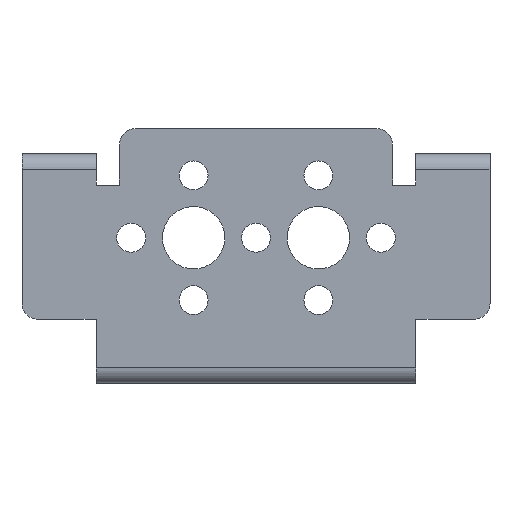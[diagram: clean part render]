
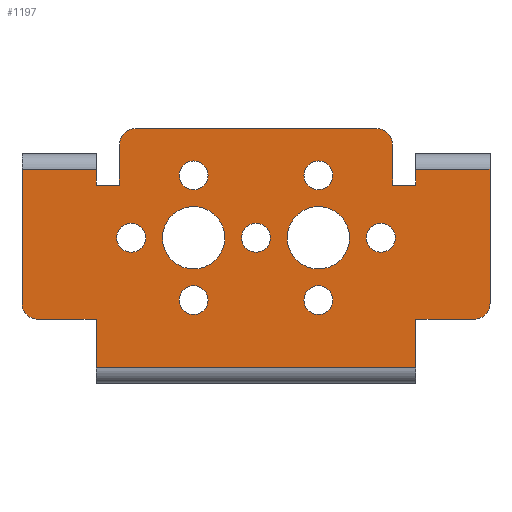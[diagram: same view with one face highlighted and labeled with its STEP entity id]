
A CAD part, front view. The second image highlights one B-rep face of the part: STEP entity #1197.
In plain terms, the highlighted planar face has unit normal (0, -1, 0).
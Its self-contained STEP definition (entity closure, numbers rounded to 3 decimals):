
#45=FACE_BOUND('',#158,.T.);
#46=FACE_BOUND('',#159,.T.);
#47=FACE_BOUND('',#160,.T.);
#48=FACE_BOUND('',#161,.T.);
#49=FACE_BOUND('',#162,.T.);
#50=FACE_BOUND('',#163,.T.);
#51=FACE_BOUND('',#164,.T.);
#52=FACE_BOUND('',#165,.T.);
#53=FACE_BOUND('',#166,.T.);
#90=FACE_OUTER_BOUND('',#157,.T.);
#157=EDGE_LOOP('',(#781,#782,#783,#784,#785,#786,#787,#788,#789,#790,#791,
#792,#793,#794,#795,#796,#797,#798,#799,#800));
#158=EDGE_LOOP('',(#801));
#159=EDGE_LOOP('',(#802));
#160=EDGE_LOOP('',(#803));
#161=EDGE_LOOP('',(#804));
#162=EDGE_LOOP('',(#805));
#163=EDGE_LOOP('',(#806));
#164=EDGE_LOOP('',(#807));
#165=EDGE_LOOP('',(#808));
#166=EDGE_LOOP('',(#809));
#269=LINE('',#1755,#363);
#270=LINE('',#1757,#364);
#271=LINE('',#1759,#365);
#272=LINE('',#1761,#366);
#273=LINE('',#1763,#367);
#274=LINE('',#1767,#368);
#275=LINE('',#1769,#369);
#276=LINE('',#1771,#370);
#277=LINE('',#1773,#371);
#278=LINE('',#1775,#372);
#279=LINE('',#1779,#373);
#280=LINE('',#1783,#374);
#281=LINE('',#1785,#375);
#282=LINE('',#1787,#376);
#283=LINE('',#1789,#377);
#284=LINE('',#1790,#378);
#363=VECTOR('',#1401,7.5);
#364=VECTOR('',#1402,6.23);
#365=VECTOR('',#1403,41.);
#366=VECTOR('',#1404,6.23);
#367=VECTOR('',#1405,7.5);
#368=VECTOR('',#1408,17.2);
#369=VECTOR('',#1409,9.5);
#370=VECTOR('',#1410,2.01);
#371=VECTOR('',#1411,3.);
#372=VECTOR('',#1412,5.25);
#373=VECTOR('',#1415,31.);
#374=VECTOR('',#1418,5.25);
#375=VECTOR('',#1419,3.);
#376=VECTOR('',#1420,2.01);
#377=VECTOR('',#1421,9.5);
#378=VECTOR('',#1422,17.2);
#457=CIRCLE('',#1267,2.);
#458=CIRCLE('',#1268,2.);
#459=CIRCLE('',#1269,2.);
#460=CIRCLE('',#1270,2.);
#461=CIRCLE('',#1271,1.85);
#462=CIRCLE('',#1272,4.);
#463=CIRCLE('',#1273,1.85);
#464=CIRCLE('',#1274,1.85);
#465=CIRCLE('',#1275,1.85);
#466=CIRCLE('',#1276,4.);
#467=CIRCLE('',#1277,1.85);
#468=CIRCLE('',#1278,1.85);
#469=CIRCLE('',#1279,1.85);
#519=VERTEX_POINT('',#1751);
#520=VERTEX_POINT('',#1752);
#521=VERTEX_POINT('',#1754);
#522=VERTEX_POINT('',#1756);
#523=VERTEX_POINT('',#1758);
#524=VERTEX_POINT('',#1760);
#525=VERTEX_POINT('',#1762);
#526=VERTEX_POINT('',#1764);
#527=VERTEX_POINT('',#1766);
#528=VERTEX_POINT('',#1768);
#529=VERTEX_POINT('',#1770);
#530=VERTEX_POINT('',#1772);
#531=VERTEX_POINT('',#1774);
#532=VERTEX_POINT('',#1776);
#533=VERTEX_POINT('',#1778);
#534=VERTEX_POINT('',#1780);
#535=VERTEX_POINT('',#1782);
#536=VERTEX_POINT('',#1784);
#537=VERTEX_POINT('',#1786);
#538=VERTEX_POINT('',#1788);
#539=VERTEX_POINT('',#1791);
#540=VERTEX_POINT('',#1793);
#541=VERTEX_POINT('',#1795);
#542=VERTEX_POINT('',#1797);
#543=VERTEX_POINT('',#1799);
#544=VERTEX_POINT('',#1801);
#545=VERTEX_POINT('',#1803);
#546=VERTEX_POINT('',#1805);
#547=VERTEX_POINT('',#1807);
#625=EDGE_CURVE('',#519,#520,#457,.T.);
#626=EDGE_CURVE('',#521,#520,#269,.T.);
#627=EDGE_CURVE('',#522,#521,#270,.T.);
#628=EDGE_CURVE('',#523,#522,#271,.T.);
#629=EDGE_CURVE('',#524,#523,#272,.T.);
#630=EDGE_CURVE('',#525,#524,#273,.T.);
#631=EDGE_CURVE('',#525,#526,#458,.T.);
#632=EDGE_CURVE('',#527,#526,#274,.T.);
#633=EDGE_CURVE('',#528,#527,#275,.T.);
#634=EDGE_CURVE('',#529,#528,#276,.T.);
#635=EDGE_CURVE('',#530,#529,#277,.T.);
#636=EDGE_CURVE('',#531,#530,#278,.T.);
#637=EDGE_CURVE('',#531,#532,#459,.T.);
#638=EDGE_CURVE('',#533,#532,#279,.T.);
#639=EDGE_CURVE('',#533,#534,#460,.T.);
#640=EDGE_CURVE('',#535,#534,#280,.T.);
#641=EDGE_CURVE('',#536,#535,#281,.T.);
#642=EDGE_CURVE('',#537,#536,#282,.T.);
#643=EDGE_CURVE('',#538,#537,#283,.T.);
#644=EDGE_CURVE('',#519,#538,#284,.T.);
#645=EDGE_CURVE('',#539,#539,#461,.T.);
#646=EDGE_CURVE('',#540,#540,#462,.T.);
#647=EDGE_CURVE('',#541,#541,#463,.T.);
#648=EDGE_CURVE('',#542,#542,#464,.T.);
#649=EDGE_CURVE('',#543,#543,#465,.T.);
#650=EDGE_CURVE('',#544,#544,#466,.T.);
#651=EDGE_CURVE('',#545,#545,#467,.T.);
#652=EDGE_CURVE('',#546,#546,#468,.T.);
#653=EDGE_CURVE('',#547,#547,#469,.T.);
#781=ORIENTED_EDGE('',*,*,#625,.T.);
#782=ORIENTED_EDGE('',*,*,#626,.F.);
#783=ORIENTED_EDGE('',*,*,#627,.F.);
#784=ORIENTED_EDGE('',*,*,#628,.F.);
#785=ORIENTED_EDGE('',*,*,#629,.F.);
#786=ORIENTED_EDGE('',*,*,#630,.F.);
#787=ORIENTED_EDGE('',*,*,#631,.T.);
#788=ORIENTED_EDGE('',*,*,#632,.F.);
#789=ORIENTED_EDGE('',*,*,#633,.F.);
#790=ORIENTED_EDGE('',*,*,#634,.F.);
#791=ORIENTED_EDGE('',*,*,#635,.F.);
#792=ORIENTED_EDGE('',*,*,#636,.F.);
#793=ORIENTED_EDGE('',*,*,#637,.T.);
#794=ORIENTED_EDGE('',*,*,#638,.F.);
#795=ORIENTED_EDGE('',*,*,#639,.T.);
#796=ORIENTED_EDGE('',*,*,#640,.F.);
#797=ORIENTED_EDGE('',*,*,#641,.F.);
#798=ORIENTED_EDGE('',*,*,#642,.F.);
#799=ORIENTED_EDGE('',*,*,#643,.F.);
#800=ORIENTED_EDGE('',*,*,#644,.F.);
#801=ORIENTED_EDGE('',*,*,#645,.T.);
#802=ORIENTED_EDGE('',*,*,#646,.T.);
#803=ORIENTED_EDGE('',*,*,#647,.T.);
#804=ORIENTED_EDGE('',*,*,#648,.T.);
#805=ORIENTED_EDGE('',*,*,#649,.T.);
#806=ORIENTED_EDGE('',*,*,#650,.T.);
#807=ORIENTED_EDGE('',*,*,#651,.T.);
#808=ORIENTED_EDGE('',*,*,#652,.T.);
#809=ORIENTED_EDGE('',*,*,#653,.T.);
#1093=PLANE('',#1266);
#1197=ADVANCED_FACE('',(#90,#45,#46,#47,#48,#49,#50,#51,#52,#53),#1093,
 .F.);
#1266=AXIS2_PLACEMENT_3D('',#1750,#1397,#1398);
#1267=AXIS2_PLACEMENT_3D('',#1753,#1399,#1400);
#1268=AXIS2_PLACEMENT_3D('',#1765,#1406,#1407);
#1269=AXIS2_PLACEMENT_3D('',#1777,#1413,#1414);
#1270=AXIS2_PLACEMENT_3D('',#1781,#1416,#1417);
#1271=AXIS2_PLACEMENT_3D('',#1792,#1423,#1424);
#1272=AXIS2_PLACEMENT_3D('',#1794,#1425,#1426);
#1273=AXIS2_PLACEMENT_3D('',#1796,#1427,#1428);
#1274=AXIS2_PLACEMENT_3D('',#1798,#1429,#1430);
#1275=AXIS2_PLACEMENT_3D('',#1800,#1431,#1432);
#1276=AXIS2_PLACEMENT_3D('',#1802,#1433,#1434);
#1277=AXIS2_PLACEMENT_3D('',#1804,#1435,#1436);
#1278=AXIS2_PLACEMENT_3D('',#1806,#1437,#1438);
#1279=AXIS2_PLACEMENT_3D('',#1808,#1439,#1440);
#1397=DIRECTION('center_axis',(0.,1.,0.));
#1398=DIRECTION('ref_axis',(0.,0.,1.));
#1399=DIRECTION('center_axis',(0.,-1.,0.));
#1400=DIRECTION('ref_axis',(-1.,0.,0.));
#1401=DIRECTION('',(-1.,0.,0.));
#1402=DIRECTION('',(0.,0.,1.));
#1403=DIRECTION('',(-1.,0.,0.));
#1404=DIRECTION('',(0.,0.,-1.));
#1405=DIRECTION('',(-1.,0.,0.));
#1406=DIRECTION('center_axis',(0.,-1.,0.));
#1407=DIRECTION('ref_axis',(0.,0.,-1.));
#1408=DIRECTION('',(0.,0.,-1.));
#1409=DIRECTION('',(1.,0.,0.));
#1410=DIRECTION('',(0.,0.,1.));
#1411=DIRECTION('',(1.,0.,0.));
#1412=DIRECTION('',(0.,0.,-1.));
#1413=DIRECTION('center_axis',(0.,-1.,0.));
#1414=DIRECTION('ref_axis',(1.,0.,0.));
#1415=DIRECTION('',(1.,0.,0.));
#1416=DIRECTION('center_axis',(0.,-1.,0.));
#1417=DIRECTION('ref_axis',(0.,0.,1.));
#1418=DIRECTION('',(0.,0.,1.));
#1419=DIRECTION('',(1.,0.,0.));
#1420=DIRECTION('',(0.,0.,-1.));
#1421=DIRECTION('',(1.,0.,0.));
#1422=DIRECTION('',(0.,0.,1.));
#1423=DIRECTION('center_axis',(0.,1.,0.));
#1424=DIRECTION('ref_axis',(-1.,0.,0.));
#1425=DIRECTION('center_axis',(0.,1.,0.));
#1426=DIRECTION('ref_axis',(-1.,0.,0.));
#1427=DIRECTION('center_axis',(0.,1.,0.));
#1428=DIRECTION('ref_axis',(-1.,0.,0.));
#1429=DIRECTION('center_axis',(0.,1.,0.));
#1430=DIRECTION('ref_axis',(-1.,0.,0.));
#1431=DIRECTION('center_axis',(0.,1.,0.));
#1432=DIRECTION('ref_axis',(-1.,0.,0.));
#1433=DIRECTION('center_axis',(0.,1.,0.));
#1434=DIRECTION('ref_axis',(-1.,0.,0.));
#1435=DIRECTION('center_axis',(0.,1.,0.));
#1436=DIRECTION('ref_axis',(-1.,0.,0.));
#1437=DIRECTION('center_axis',(0.,1.,0.));
#1438=DIRECTION('ref_axis',(-1.,0.,0.));
#1439=DIRECTION('center_axis',(0.,1.,0.));
#1440=DIRECTION('ref_axis',(-1.,0.,0.));
#1750=CARTESIAN_POINT('Origin',(0.,0.,0.));
#1751=CARTESIAN_POINT('',(-30.,0.,-8.44));
#1752=CARTESIAN_POINT('',(-28.,0.,-10.44));
#1753=CARTESIAN_POINT('Origin',(-28.,0.,-8.44));
#1754=CARTESIAN_POINT('',(-20.5,0.,-10.44));
#1755=CARTESIAN_POINT('',(-20.5,0.,-10.44));
#1756=CARTESIAN_POINT('',(-20.5,0.,-16.67));
#1757=CARTESIAN_POINT('',(-20.5,0.,-16.67));
#1758=CARTESIAN_POINT('',(20.5,0.,-16.67));
#1759=CARTESIAN_POINT('',(20.5,0.,-16.67));
#1760=CARTESIAN_POINT('',(20.5,0.,-10.44));
#1761=CARTESIAN_POINT('',(20.5,0.,-10.44));
#1762=CARTESIAN_POINT('',(28.,0.,-10.44));
#1763=CARTESIAN_POINT('',(28.,0.,-10.44));
#1764=CARTESIAN_POINT('',(30.,0.,-8.44));
#1765=CARTESIAN_POINT('Origin',(28.,0.,-8.44));
#1766=CARTESIAN_POINT('',(30.,0.,8.76));
#1767=CARTESIAN_POINT('',(30.,0.,8.76));
#1768=CARTESIAN_POINT('',(20.5,0.,8.76));
#1769=CARTESIAN_POINT('',(20.5,0.,8.76));
#1770=CARTESIAN_POINT('',(20.5,0.,6.75));
#1771=CARTESIAN_POINT('',(20.5,0.,6.75));
#1772=CARTESIAN_POINT('',(17.5,0.,6.75));
#1773=CARTESIAN_POINT('',(17.5,0.,6.75));
#1774=CARTESIAN_POINT('',(17.5,0.,12.));
#1775=CARTESIAN_POINT('',(17.5,0.,12.));
#1776=CARTESIAN_POINT('',(15.5,0.,14.));
#1777=CARTESIAN_POINT('Origin',(15.5,0.,12.));
#1778=CARTESIAN_POINT('',(-15.5,0.,14.));
#1779=CARTESIAN_POINT('',(-15.5,0.,14.));
#1780=CARTESIAN_POINT('',(-17.5,0.,12.));
#1781=CARTESIAN_POINT('Origin',(-15.5,0.,12.));
#1782=CARTESIAN_POINT('',(-17.5,0.,6.75));
#1783=CARTESIAN_POINT('',(-17.5,0.,6.75));
#1784=CARTESIAN_POINT('',(-20.5,0.,6.75));
#1785=CARTESIAN_POINT('',(-20.5,0.,6.75));
#1786=CARTESIAN_POINT('',(-20.5,0.,8.76));
#1787=CARTESIAN_POINT('',(-20.5,0.,8.76));
#1788=CARTESIAN_POINT('',(-30.,0.,8.76));
#1789=CARTESIAN_POINT('',(-30.,0.,8.76));
#1790=CARTESIAN_POINT('',(-30.,0.,-8.44));
#1791=CARTESIAN_POINT('',(-1.85,0.,0.));
#1792=CARTESIAN_POINT('Origin',(0.,0.,0.));
#1793=CARTESIAN_POINT('',(4.,0.,0.));
#1794=CARTESIAN_POINT('Origin',(8.,0.,0.));
#1795=CARTESIAN_POINT('',(14.15,0.,0.));
#1796=CARTESIAN_POINT('Origin',(16.,0.,0.));
#1797=CARTESIAN_POINT('',(6.15,0.,-8.));
#1798=CARTESIAN_POINT('Origin',(8.,0.,-8.));
#1799=CARTESIAN_POINT('',(6.15,0.,8.));
#1800=CARTESIAN_POINT('Origin',(8.,0.,8.));
#1801=CARTESIAN_POINT('',(-12.,0.,0.));
#1802=CARTESIAN_POINT('Origin',(-8.,0.,0.));
#1803=CARTESIAN_POINT('',(-17.85,0.,0.));
#1804=CARTESIAN_POINT('Origin',(-16.,0.,0.));
#1805=CARTESIAN_POINT('',(-9.85,0.,-8.));
#1806=CARTESIAN_POINT('Origin',(-8.,0.,-8.));
#1807=CARTESIAN_POINT('',(-9.85,0.,8.));
#1808=CARTESIAN_POINT('Origin',(-8.,0.,8.));
